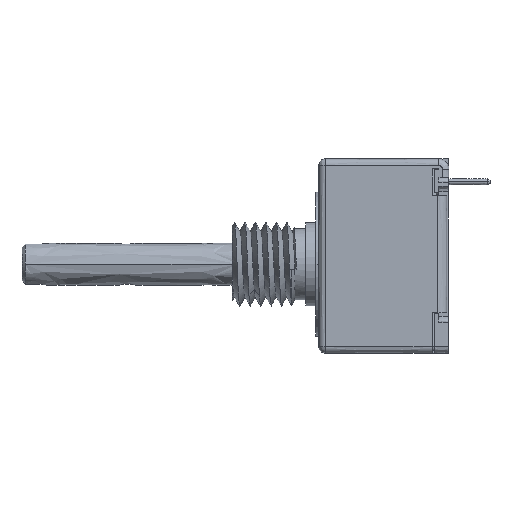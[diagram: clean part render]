
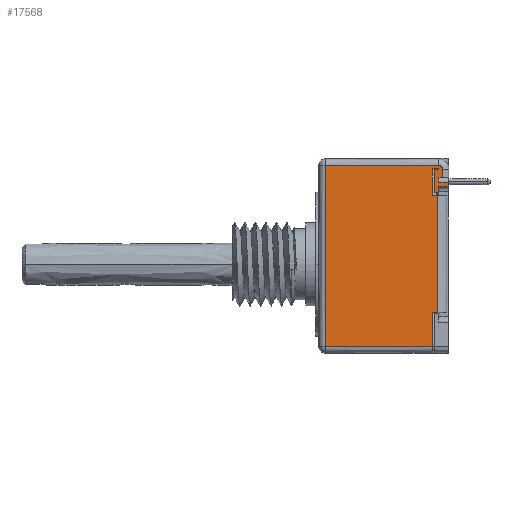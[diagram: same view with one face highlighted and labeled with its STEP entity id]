
A CAD part, left-side view. The second image highlights one B-rep face of the part: STEP entity #17568.
In plain terms, the highlighted free-form (B-spline) face has degree [1, 1] with [2, 2] control points.
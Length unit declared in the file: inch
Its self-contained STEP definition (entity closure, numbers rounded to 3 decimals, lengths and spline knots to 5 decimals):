
#939=DIRECTION('',(0.,0.,1.));
#940=VECTOR('',#939,0.012);
#941=CARTESIAN_POINT('',(-0.2805,-0.006,0.233));
#942=LINE('',#941,#940);
#5708=DIRECTION('',(0.,1.,0.));
#5709=VECTOR('',#5708,0.01031);
#5710=CARTESIAN_POINT('',(-0.2805,0.01169,0.2585));
#5711=LINE('',#5710,#5709);
#5715=DIRECTION('',(0.,0.,1.));
#5716=VECTOR('',#5715,0.0135);
#5717=CARTESIAN_POINT('',(-0.2805,0.022,0.245));
#5718=LINE('',#5717,#5716);
#5722=DIRECTION('',(0.,1.,0.));
#5723=VECTOR('',#5722,0.028);
#5724=CARTESIAN_POINT('',(-0.2805,-0.006,0.245));
#5725=LINE('',#5724,#5723);
#5729=DIRECTION('',(0.,1.,0.));
#5730=VECTOR('',#5729,0.028);
#5731=CARTESIAN_POINT('',(-0.2805,-0.006,0.233));
#5732=LINE('',#5731,#5730);
#5736=DIRECTION('',(0.,0.,1.));
#5737=VECTOR('',#5736,0.02);
#5738=CARTESIAN_POINT('',(-0.2805,0.022,0.213));
#5739=LINE('',#5738,#5737);
#5743=DIRECTION('',(0.,-1.,0.));
#5744=VECTOR('',#5743,0.014);
#5745=CARTESIAN_POINT('',(-0.2805,0.036,0.213));
#5746=LINE('',#5745,#5744);
#5750=DIRECTION('',(0.,0.,1.));
#5751=VECTOR('',#5750,0.07);
#5752=CARTESIAN_POINT('',(-0.2805,0.036,0.213));
#5753=LINE('',#5752,#5751);
#5757=DIRECTION('',(0.,-1.,0.));
#5758=VECTOR('',#5757,0.014);
#5759=CARTESIAN_POINT('',(-0.2805,0.036,0.283));
#5760=LINE('',#5759,#5758);
#5764=DIRECTION('',(0.,0.,1.));
#5765=VECTOR('',#5764,0.001);
#5766=CARTESIAN_POINT('',(-0.2805,0.022,0.283));
#5767=LINE('',#5766,#5765);
#5771=CARTESIAN_POINT('',(-0.2805,0.023,0.284));
#5772=DIRECTION('',(-1.,0.,0.));
#5773=DIRECTION('',(0.,-1.,0.));
#5774=AXIS2_PLACEMENT_3D('',#5771,#5772,#5773);
#5779=DIRECTION('',(0.,1.,0.));
#5780=VECTOR('',#5779,0.019);
#5781=CARTESIAN_POINT('',(-0.2805,0.023,0.285));
#5782=LINE('',#5781,#5780);
#5786=DIRECTION('',(0.,0.,1.));
#5787=VECTOR('',#5786,0.08);
#5788=CARTESIAN_POINT('',(-0.2805,0.042,0.205));
#5789=LINE('',#5788,#5787);
#5793=DIRECTION('',(0.,0.,1.));
#5794=VECTOR('',#5793,0.10131);
#5795=CARTESIAN_POINT('',(-0.2805,0.042,-0.24631));
#5796=LINE('',#5795,#5794);
#5800=CARTESIAN_POINT('',(-0.2805,0.023,0.284));
#5801=DIRECTION('',(1.,0.,0.));
#5802=DIRECTION('',(0.,0.,1.));
#5803=AXIS2_PLACEMENT_3D('',#5800,#5801,#5802);
#5808=DIRECTION('',(0.,0.,-1.));
#5809=VECTOR('',#5808,0.0255);
#5810=CARTESIAN_POINT('',(-0.2805,0.01169,0.284));
#5811=LINE('',#5810,#5809);
#5888=DIRECTION('',(0.,-1.,0.));
#5889=VECTOR('',#5888,0.017);
#5890=CARTESIAN_POINT('',(-0.2805,0.042,-0.145));
#5891=LINE('',#5890,#5889);
#5963=DIRECTION('',(0.,-1.,0.));
#5964=VECTOR('',#5963,0.017);
#5965=CARTESIAN_POINT('',(-0.2805,0.042,0.205));
#5966=LINE('',#5965,#5964);
#6027=DIRECTION('',(0.,0.,1.));
#6028=VECTOR('',#6027,0.35);
#6029=CARTESIAN_POINT('',(-0.2805,0.025,-0.145));
#6030=LINE('',#6029,#6028);
#6516=DIRECTION('',(0.,1.,0.));
#6517=VECTOR('',#6516,0.33831);
#6518=CARTESIAN_POINT('',(-0.2805,0.023,0.29531));
#6519=LINE('',#6518,#6517);
#6562=DIRECTION('',(0.,0.,1.));
#6563=VECTOR('',#6562,0.54163);
#6564=CARTESIAN_POINT('',(-0.2805,0.36131,-0.24631));
#6565=LINE('',#6564,#6563);
#6638=DIRECTION('',(0.,-1.,0.));
#6639=VECTOR('',#6638,0.31931);
#6640=CARTESIAN_POINT('',(-0.2805,0.36131,-0.24631));
#6641=LINE('',#6640,#6639);
#10277=CARTESIAN_POINT('',(-0.2805,0.36131,-0.24631));
#10278=CARTESIAN_POINT('',(-0.2805,0.36131,0.29531));
#10279=VERTEX_POINT('',#10277);
#10280=VERTEX_POINT('',#10278);
#10303=CARTESIAN_POINT('',(-0.2805,0.042,-0.24631));
#10305=VERTEX_POINT('',#10303);
#10355=CARTESIAN_POINT('',(-0.2805,0.025,-0.145));
#10357=VERTEX_POINT('',#10355);
#10361=CARTESIAN_POINT('',(-0.2805,0.025,0.205));
#10363=VERTEX_POINT('',#10361);
#10371=CARTESIAN_POINT('',(-0.2805,0.042,-0.145));
#10372=VERTEX_POINT('',#10371);
#10375=CARTESIAN_POINT('',(-0.2805,0.042,0.205));
#10376=VERTEX_POINT('',#10375);
#10435=CARTESIAN_POINT('',(-0.2805,0.022,0.284));
#10436=CARTESIAN_POINT('',(-0.2805,0.023,0.285));
#10437=VERTEX_POINT('',#10435);
#10438=VERTEX_POINT('',#10436);
#10449=CARTESIAN_POINT('',(-0.2805,0.01169,0.2585));
#10450=VERTEX_POINT('',#10449);
#10451=CARTESIAN_POINT('',(-0.2805,0.023,0.29531));
#10452=VERTEX_POINT('',#10451);
#10453=CARTESIAN_POINT('',(-0.2805,0.01169,0.284));
#10454=VERTEX_POINT('',#10453);
#10515=CARTESIAN_POINT('',(-0.2805,0.042,0.285));
#10516=VERTEX_POINT('',#10515);
#11090=CARTESIAN_POINT('',(-0.2805,-0.006,0.233));
#11091=CARTESIAN_POINT('',(-0.2805,0.022,0.233));
#11092=VERTEX_POINT('',#11090);
#11093=VERTEX_POINT('',#11091);
#11110=CARTESIAN_POINT('',(-0.2805,-0.006,0.245));
#11111=VERTEX_POINT('',#11110);
#11122=CARTESIAN_POINT('',(-0.2805,0.022,0.245));
#11123=VERTEX_POINT('',#11122);
#11146=CARTESIAN_POINT('',(-0.2805,0.036,0.213));
#11147=CARTESIAN_POINT('',(-0.2805,0.036,0.283));
#11148=VERTEX_POINT('',#11146);
#11149=VERTEX_POINT('',#11147);
#11156=CARTESIAN_POINT('',(-0.2805,0.022,0.213));
#11157=VERTEX_POINT('',#11156);
#11926=CARTESIAN_POINT('',(-0.2805,0.022,0.2585));
#11928=VERTEX_POINT('',#11926);
#11934=CARTESIAN_POINT('',(-0.2805,0.022,0.283));
#11936=VERTEX_POINT('',#11934);
#17525=CARTESIAN_POINT('',(-0.2805,-0.01335,-0.25715));
#17526=CARTESIAN_POINT('',(-0.2805,0.36866,-0.25715));
#17527=CARTESIAN_POINT('',(-0.2805,-0.01335,0.30615));
#17528=CARTESIAN_POINT('',(-0.2805,0.36866,0.30615));
#17529=B_SPLINE_SURFACE_WITH_KNOTS('',1,1,((#17525,#17526),(#17527,#17528)),
.UNSPECIFIED.,.F.,.F.,.F.,(2,2),(2,2),(0.00885,0.57215),(
-0.01335,0.36866),.UNSPECIFIED.);
#17531=ORIENTED_EDGE('',*,*,#17530,.T.);
#17532=ORIENTED_EDGE('',*,*,#16234,.F.);
#17534=ORIENTED_EDGE('',*,*,#17533,.F.);
#17535=ORIENTED_EDGE('',*,*,#12191,.F.);
#17537=ORIENTED_EDGE('',*,*,#17536,.T.);
#17538=ORIENTED_EDGE('',*,*,#16152,.F.);
#17540=ORIENTED_EDGE('',*,*,#17539,.F.);
#17541=ORIENTED_EDGE('',*,*,#16424,.T.);
#17542=ORIENTED_EDGE('',*,*,#16837,.T.);
#17544=ORIENTED_EDGE('',*,*,#17543,.T.);
#17546=ORIENTED_EDGE('',*,*,#17545,.T.);
#17547=ORIENTED_EDGE('',*,*,#16573,.T.);
#17548=ORIENTED_EDGE('',*,*,#16684,.F.);
#17550=ORIENTED_EDGE('',*,*,#17549,.T.);
#17552=ORIENTED_EDGE('',*,*,#17551,.F.);
#17554=ORIENTED_EDGE('',*,*,#17553,.F.);
#17555=ORIENTED_EDGE('',*,*,#16707,.F.);
#17557=ORIENTED_EDGE('',*,*,#17556,.F.);
#17559=ORIENTED_EDGE('',*,*,#17558,.T.);
#17561=ORIENTED_EDGE('',*,*,#17560,.F.);
#17563=ORIENTED_EDGE('',*,*,#17562,.T.);
#17565=ORIENTED_EDGE('',*,*,#17564,.T.);
#17566=EDGE_LOOP('',(#17531,#17532,#17534,#17535,#17537,#17538,#17540,#17541,
#17542,#17544,#17546,#17547,#17548,#17550,#17552,#17554,#17555,#17557,#17559,
#17561,#17563,#17565));
#17567=FACE_OUTER_BOUND('',#17566,.F.);
#17568=ADVANCED_FACE('',(#17567),#17529,.T.);
#5775=CIRCLE('',#5774,0.001);
#5804=CIRCLE('',#5803,0.01131);
#12191=EDGE_CURVE('',#11092,#11111,#942,.T.);
#16152=EDGE_CURVE('',#11157,#11093,#5739,.T.);
#16234=EDGE_CURVE('',#11123,#11928,#5718,.T.);
#16424=EDGE_CURVE('',#11148,#11149,#5753,.T.);
#16573=EDGE_CURVE('',#10438,#10516,#5782,.T.);
#16684=EDGE_CURVE('',#10376,#10516,#5789,.T.);
#16707=EDGE_CURVE('',#10305,#10372,#5796,.T.);
#16837=EDGE_CURVE('',#11149,#11936,#5760,.T.);
#17530=EDGE_CURVE('',#10450,#11928,#5711,.T.);
#17533=EDGE_CURVE('',#11111,#11123,#5725,.T.);
#17536=EDGE_CURVE('',#11092,#11093,#5732,.T.);
#17539=EDGE_CURVE('',#11148,#11157,#5746,.T.);
#17543=EDGE_CURVE('',#11936,#10437,#5767,.T.);
#17545=EDGE_CURVE('',#10437,#10438,#5775,.T.);
#17549=EDGE_CURVE('',#10376,#10363,#5966,.T.);
#17551=EDGE_CURVE('',#10357,#10363,#6030,.T.);
#17553=EDGE_CURVE('',#10372,#10357,#5891,.T.);
#17556=EDGE_CURVE('',#10279,#10305,#6641,.T.);
#17558=EDGE_CURVE('',#10279,#10280,#6565,.T.);
#17560=EDGE_CURVE('',#10452,#10280,#6519,.T.);
#17562=EDGE_CURVE('',#10452,#10454,#5804,.T.);
#17564=EDGE_CURVE('',#10454,#10450,#5811,.T.);
